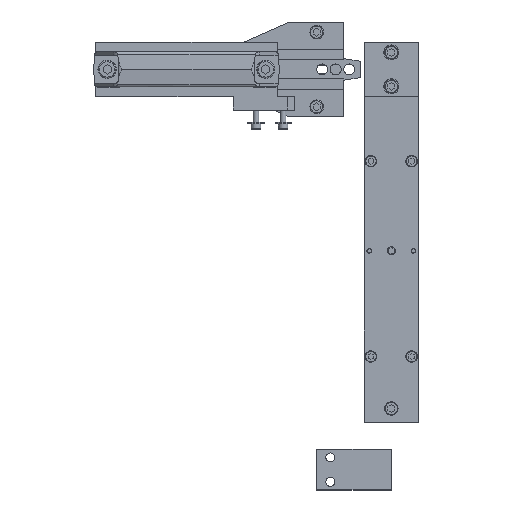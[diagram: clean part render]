
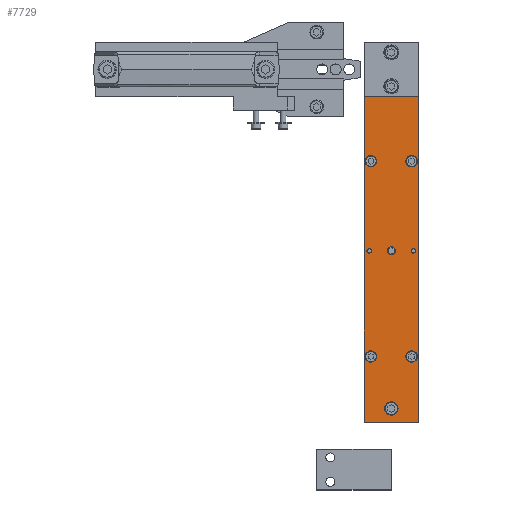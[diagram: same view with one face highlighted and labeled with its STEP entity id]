
A CAD part, top view. The second image highlights one B-rep face of the part: STEP entity #7729.
In plain terms, the highlighted planar face has unit normal (0, 0, 1).
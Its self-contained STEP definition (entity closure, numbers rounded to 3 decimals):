
#363=DIRECTION('',(0.,1.,0.));
#364=VECTOR('',#363,240.);
#365=CARTESIAN_POINT('',(20.,-260.,6.));
#366=LINE('',#365,#364);
#379=DIRECTION('',(0.,-1.,0.));
#380=VECTOR('',#379,240.);
#381=CARTESIAN_POINT('',(-20.,-20.,6.));
#382=LINE('',#381,#380);
#967=DIRECTION('',(1.,0.,0.));
#968=VECTOR('',#967,40.);
#969=CARTESIAN_POINT('',(-20.,-20.,6.));
#970=LINE('',#969,#968);
#971=CARTESIAN_POINT('',(-16.25,-133.7,6.));
#972=DIRECTION('',(0.,0.,1.));
#973=DIRECTION('',(1.,0.,0.));
#974=AXIS2_PLACEMENT_3D('',#971,#972,#973);
#976=CARTESIAN_POINT('',(-16.25,-133.7,6.));
#977=DIRECTION('',(0.,0.,1.));
#978=DIRECTION('',(-1.,0.,0.));
#979=AXIS2_PLACEMENT_3D('',#976,#977,#978);
#981=CARTESIAN_POINT('',(16.25,-133.7,6.));
#982=DIRECTION('',(0.,0.,1.));
#983=DIRECTION('',(1.,0.,0.));
#984=AXIS2_PLACEMENT_3D('',#981,#982,#983);
#986=CARTESIAN_POINT('',(16.25,-133.7,6.));
#987=DIRECTION('',(0.,0.,1.));
#988=DIRECTION('',(-1.,0.,0.));
#989=AXIS2_PLACEMENT_3D('',#986,#987,#988);
#991=CARTESIAN_POINT('',(0.,-133.7,6.));
#992=DIRECTION('',(0.,0.,1.));
#993=DIRECTION('',(1.,0.,0.));
#994=AXIS2_PLACEMENT_3D('',#991,#992,#993);
#996=CARTESIAN_POINT('',(0.,-133.7,6.));
#997=DIRECTION('',(0.,0.,1.));
#998=DIRECTION('',(-1.,0.,0.));
#999=AXIS2_PLACEMENT_3D('',#996,#997,#998);
#1001=CARTESIAN_POINT('',(0.,-250.,6.));
#1002=DIRECTION('',(0.,0.,1.));
#1003=DIRECTION('',(-1.,0.,0.));
#1004=AXIS2_PLACEMENT_3D('',#1001,#1002,#1003);
#1006=CARTESIAN_POINT('',(0.,-250.,6.));
#1007=DIRECTION('',(0.,0.,1.));
#1008=DIRECTION('',(1.,0.,0.));
#1009=AXIS2_PLACEMENT_3D('',#1006,#1007,#1008);
#1011=CARTESIAN_POINT('',(15.,-67.7,6.));
#1012=DIRECTION('',(0.,0.,1.));
#1013=DIRECTION('',(-1.,0.,0.));
#1014=AXIS2_PLACEMENT_3D('',#1011,#1012,#1013);
#1016=CARTESIAN_POINT('',(15.,-67.7,6.));
#1017=DIRECTION('',(0.,0.,1.));
#1018=DIRECTION('',(1.,0.,0.));
#1019=AXIS2_PLACEMENT_3D('',#1016,#1017,#1018);
#1021=CARTESIAN_POINT('',(-15.,-67.7,6.));
#1022=DIRECTION('',(0.,0.,1.));
#1023=DIRECTION('',(-1.,0.,0.));
#1024=AXIS2_PLACEMENT_3D('',#1021,#1022,#1023);
#1026=CARTESIAN_POINT('',(-15.,-67.7,6.));
#1027=DIRECTION('',(0.,0.,1.));
#1028=DIRECTION('',(1.,0.,0.));
#1029=AXIS2_PLACEMENT_3D('',#1026,#1027,#1028);
#1031=CARTESIAN_POINT('',(15.,-211.7,6.));
#1032=DIRECTION('',(0.,0.,1.));
#1033=DIRECTION('',(-1.,0.,0.));
#1034=AXIS2_PLACEMENT_3D('',#1031,#1032,#1033);
#1036=CARTESIAN_POINT('',(15.,-211.7,6.));
#1037=DIRECTION('',(0.,0.,1.));
#1038=DIRECTION('',(1.,0.,0.));
#1039=AXIS2_PLACEMENT_3D('',#1036,#1037,#1038);
#1041=CARTESIAN_POINT('',(-15.,-211.7,6.));
#1042=DIRECTION('',(0.,0.,1.));
#1043=DIRECTION('',(-1.,0.,0.));
#1044=AXIS2_PLACEMENT_3D('',#1041,#1042,#1043);
#1046=CARTESIAN_POINT('',(-15.,-211.7,6.));
#1047=DIRECTION('',(0.,0.,1.));
#1048=DIRECTION('',(1.,0.,0.));
#1049=AXIS2_PLACEMENT_3D('',#1046,#1047,#1048);
#1055=DIRECTION('',(1.,0.,0.));
#1056=VECTOR('',#1055,40.);
#1057=CARTESIAN_POINT('',(-20.,-260.,6.));
#1058=LINE('',#1057,#1056);
#5157=CARTESIAN_POINT('',(20.,-20.,6.));
#5159=VERTEX_POINT('',#5157);
#5175=CARTESIAN_POINT('',(20.,-260.,6.));
#5176=VERTEX_POINT('',#5175);
#5185=CARTESIAN_POINT('',(-20.,-20.,6.));
#5187=VERTEX_POINT('',#5185);
#5193=CARTESIAN_POINT('',(-20.,-260.,6.));
#5194=VERTEX_POINT('',#5193);
#5373=CARTESIAN_POINT('',(-14.55,-133.7,6.));
#5374=CARTESIAN_POINT('',(-17.95,-133.7,6.));
#5375=VERTEX_POINT('',#5373);
#5376=VERTEX_POINT('',#5374);
#5377=CARTESIAN_POINT('',(17.95,-133.7,6.));
#5378=CARTESIAN_POINT('',(14.55,-133.7,6.));
#5379=VERTEX_POINT('',#5377);
#5380=VERTEX_POINT('',#5378);
#5381=CARTESIAN_POINT('',(3.,-133.7,6.));
#5382=CARTESIAN_POINT('',(-3.,-133.7,6.));
#5383=VERTEX_POINT('',#5381);
#5384=VERTEX_POINT('',#5382);
#5385=CARTESIAN_POINT('',(-5.,-250.,6.));
#5386=CARTESIAN_POINT('',(5.,-250.,6.));
#5387=VERTEX_POINT('',#5385);
#5388=VERTEX_POINT('',#5386);
#5389=CARTESIAN_POINT('',(12.5,-67.7,6.));
#5390=CARTESIAN_POINT('',(17.5,-67.7,6.));
#5391=VERTEX_POINT('',#5389);
#5392=VERTEX_POINT('',#5390);
#5393=CARTESIAN_POINT('',(-17.5,-67.7,6.));
#5394=CARTESIAN_POINT('',(-12.5,-67.7,6.));
#5395=VERTEX_POINT('',#5393);
#5396=VERTEX_POINT('',#5394);
#5397=CARTESIAN_POINT('',(12.5,-211.7,6.));
#5398=CARTESIAN_POINT('',(17.5,-211.7,6.));
#5399=VERTEX_POINT('',#5397);
#5400=VERTEX_POINT('',#5398);
#5401=CARTESIAN_POINT('',(-17.5,-211.7,6.));
#5402=CARTESIAN_POINT('',(-12.5,-211.7,6.));
#5403=VERTEX_POINT('',#5401);
#5404=VERTEX_POINT('',#5402);
#7669=CARTESIAN_POINT('',(0.,20.,6.));
#7670=DIRECTION('',(0.,0.,1.));
#7671=DIRECTION('',(1.,0.,0.));
#7672=AXIS2_PLACEMENT_3D('',#7669,#7670,#7671);
#7673=PLANE('',#7672);
#7674=ORIENTED_EDGE('',*,*,#6721,.T.);
#7675=ORIENTED_EDGE('',*,*,#6696,.F.);
#7677=ORIENTED_EDGE('',*,*,#7676,.F.);
#7678=ORIENTED_EDGE('',*,*,#6736,.F.);
#7679=EDGE_LOOP('',(#7674,#7675,#7677,#7678));
#7680=FACE_OUTER_BOUND('',#7679,.F.);
#7682=ORIENTED_EDGE('',*,*,#7681,.T.);
#7684=ORIENTED_EDGE('',*,*,#7683,.T.);
#7685=EDGE_LOOP('',(#7682,#7684));
#7686=FACE_BOUND('',#7685,.F.);
#7688=ORIENTED_EDGE('',*,*,#7687,.T.);
#7690=ORIENTED_EDGE('',*,*,#7689,.T.);
#7691=EDGE_LOOP('',(#7688,#7690));
#7692=FACE_BOUND('',#7691,.F.);
#7694=ORIENTED_EDGE('',*,*,#7693,.T.);
#7696=ORIENTED_EDGE('',*,*,#7695,.T.);
#7697=EDGE_LOOP('',(#7694,#7696));
#7698=FACE_BOUND('',#7697,.F.);
#7700=ORIENTED_EDGE('',*,*,#7699,.T.);
#7702=ORIENTED_EDGE('',*,*,#7701,.T.);
#7703=EDGE_LOOP('',(#7700,#7702));
#7704=FACE_BOUND('',#7703,.F.);
#7706=ORIENTED_EDGE('',*,*,#7705,.T.);
#7708=ORIENTED_EDGE('',*,*,#7707,.T.);
#7709=EDGE_LOOP('',(#7706,#7708));
#7710=FACE_BOUND('',#7709,.F.);
#7712=ORIENTED_EDGE('',*,*,#7711,.T.);
#7714=ORIENTED_EDGE('',*,*,#7713,.T.);
#7715=EDGE_LOOP('',(#7712,#7714));
#7716=FACE_BOUND('',#7715,.F.);
#7718=ORIENTED_EDGE('',*,*,#7717,.T.);
#7720=ORIENTED_EDGE('',*,*,#7719,.T.);
#7721=EDGE_LOOP('',(#7718,#7720));
#7722=FACE_BOUND('',#7721,.F.);
#7724=ORIENTED_EDGE('',*,*,#7723,.T.);
#7726=ORIENTED_EDGE('',*,*,#7725,.T.);
#7727=EDGE_LOOP('',(#7724,#7726));
#7728=FACE_BOUND('',#7727,.F.);
#7729=ADVANCED_FACE('',(#7680,#7686,#7692,#7698,#7704,#7710,#7716,#7722,#7728),
#7673,.T.);
#975=CIRCLE('',#974,1.7);
#980=CIRCLE('',#979,1.7);
#985=CIRCLE('',#984,1.7);
#990=CIRCLE('',#989,1.7);
#995=CIRCLE('',#994,3.);
#1000=CIRCLE('',#999,3.);
#1005=CIRCLE('',#1004,5.);
#1010=CIRCLE('',#1009,5.);
#1015=CIRCLE('',#1014,2.5);
#1020=CIRCLE('',#1019,2.5);
#1025=CIRCLE('',#1024,2.5);
#1030=CIRCLE('',#1029,2.5);
#1035=CIRCLE('',#1034,2.5);
#1040=CIRCLE('',#1039,2.5);
#1045=CIRCLE('',#1044,2.5);
#1050=CIRCLE('',#1049,2.5);
#6696=EDGE_CURVE('',#5176,#5159,#366,.T.);
#6721=EDGE_CURVE('',#5187,#5159,#970,.T.);
#6736=EDGE_CURVE('',#5187,#5194,#382,.T.);
#7676=EDGE_CURVE('',#5194,#5176,#1058,.T.);
#7681=EDGE_CURVE('',#5375,#5376,#975,.T.);
#7683=EDGE_CURVE('',#5376,#5375,#980,.T.);
#7687=EDGE_CURVE('',#5379,#5380,#985,.T.);
#7689=EDGE_CURVE('',#5380,#5379,#990,.T.);
#7693=EDGE_CURVE('',#5383,#5384,#995,.T.);
#7695=EDGE_CURVE('',#5384,#5383,#1000,.T.);
#7699=EDGE_CURVE('',#5387,#5388,#1005,.T.);
#7701=EDGE_CURVE('',#5388,#5387,#1010,.T.);
#7705=EDGE_CURVE('',#5391,#5392,#1015,.T.);
#7707=EDGE_CURVE('',#5392,#5391,#1020,.T.);
#7711=EDGE_CURVE('',#5395,#5396,#1025,.T.);
#7713=EDGE_CURVE('',#5396,#5395,#1030,.T.);
#7717=EDGE_CURVE('',#5399,#5400,#1035,.T.);
#7719=EDGE_CURVE('',#5400,#5399,#1040,.T.);
#7723=EDGE_CURVE('',#5403,#5404,#1045,.T.);
#7725=EDGE_CURVE('',#5404,#5403,#1050,.T.);
